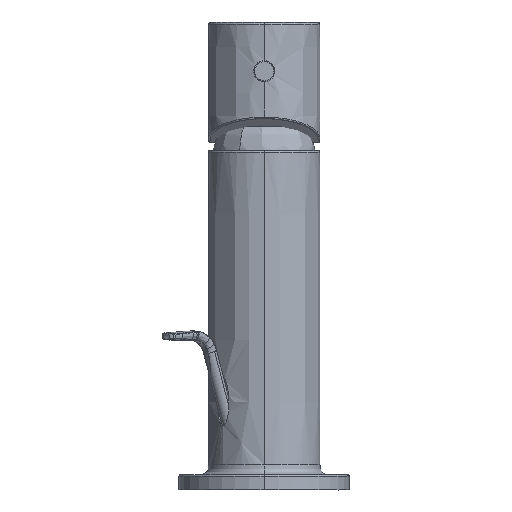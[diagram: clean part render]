
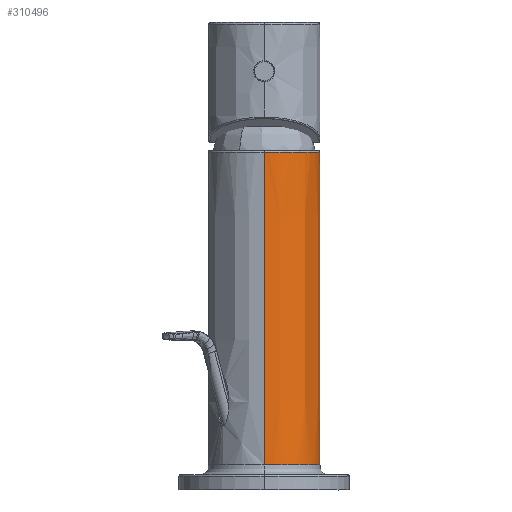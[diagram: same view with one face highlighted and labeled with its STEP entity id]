
A CAD part, left-side view. The second image highlights one B-rep face of the part: STEP entity #310496.
In plain terms, the highlighted free-form (B-spline) face has degree [5, 7] with [6, 8] control points.
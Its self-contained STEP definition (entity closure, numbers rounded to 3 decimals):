
#305991=CARTESIAN_POINT(' ',(-1.01,-16.99,103.));
#305992=VERTEX_POINT(' ',#305991);
#306006=CARTESIAN_POINT(' ',(-1.01,-16.99,103.));
#306011=DIRECTION(' ',(0.,0.,-1.));
#306016=VECTOR(' ',#306011,1.);
#306021=LINE('',#306006,#306016);
#306026=CARTESIAN_POINT(' ',(-1.01,-16.99,7.7));
#306027=VERTEX_POINT(' ',#306026);
#306031=EDGE_CURVE(' ',#305992,#306027,#306021,.T.);
#308246=CARTESIAN_POINT(' ',(-18.039,0.,103.));
#308247=VERTEX_POINT(' ',#308246);
#308341=CARTESIAN_POINT(' ',(-18.039,0.,7.7));
#308342=VERTEX_POINT(' ',#308341);
#308356=CARTESIAN_POINT(' ',(-18.039,0.,103.));
#308361=DIRECTION(' ',(0.,0.,-1.));
#308366=VECTOR(' ',#308361,1.);
#308371=LINE('',#308356,#308366);
#308376=EDGE_CURVE(' ',#308247,#308342,#308371,.T.);
#310021=CARTESIAN_POINT(' ',(-18.039,0.,103.));
#310026=CARTESIAN_POINT(' ',(-18.038,-4.765,103.));
#310031=CARTESIAN_POINT(' ',(-16.511,-9.529,103.));
#310036=CARTESIAN_POINT(' ',(-13.458,-13.557,103.));
#310041=CARTESIAN_POINT(' ',(-9.386,-16.117,103.));
#310046=CARTESIAN_POINT(' ',(-5.309,-16.99,103.));
#310051=CARTESIAN_POINT(' ',(-2.36,-16.99,103.));
#310056=CARTESIAN_POINT(' ',(-1.01,-16.99,103.));
#310061=CARTESIAN_POINT(' ',(-18.039,0.,83.94));
#310066=CARTESIAN_POINT(' ',(-18.038,-4.765,83.94));
#310071=CARTESIAN_POINT(' ',(-16.511,-9.529,83.94));
#310076=CARTESIAN_POINT(' ',(-13.458,-13.557,83.94));
#310081=CARTESIAN_POINT(' ',(-9.386,-16.117,83.94));
#310086=CARTESIAN_POINT(' ',(-5.309,-16.99,83.94));
#310091=CARTESIAN_POINT(' ',(-2.36,-16.99,83.94));
#310096=CARTESIAN_POINT(' ',(-1.01,-16.99,83.94));
#310101=CARTESIAN_POINT(' ',(-18.039,0.,64.88));
#310106=CARTESIAN_POINT(' ',(-18.038,-4.765,64.88));
#310111=CARTESIAN_POINT(' ',(-16.511,-9.529,64.88));
#310116=CARTESIAN_POINT(' ',(-13.458,-13.557,64.88));
#310121=CARTESIAN_POINT(' ',(-9.386,-16.117,64.88));
#310126=CARTESIAN_POINT(' ',(-5.309,-16.99,64.88));
#310131=CARTESIAN_POINT(' ',(-2.36,-16.99,64.88));
#310136=CARTESIAN_POINT(' ',(-1.01,-16.99,64.88));
#310141=CARTESIAN_POINT(' ',(-18.039,0.,45.82));
#310146=CARTESIAN_POINT(' ',(-18.038,-4.765,45.82));
#310151=CARTESIAN_POINT(' ',(-16.511,-9.529,45.82));
#310156=CARTESIAN_POINT(' ',(-13.458,-13.557,45.82));
#310161=CARTESIAN_POINT(' ',(-9.386,-16.117,45.82));
#310166=CARTESIAN_POINT(' ',(-5.309,-16.99,45.82));
#310171=CARTESIAN_POINT(' ',(-2.36,-16.99,45.82));
#310176=CARTESIAN_POINT(' ',(-1.01,-16.99,45.82));
#310181=CARTESIAN_POINT(' ',(-18.039,0.,26.76));
#310186=CARTESIAN_POINT(' ',(-18.038,-4.765,26.76));
#310191=CARTESIAN_POINT(' ',(-16.511,-9.529,26.76));
#310196=CARTESIAN_POINT(' ',(-13.458,-13.557,26.76));
#310201=CARTESIAN_POINT(' ',(-9.386,-16.117,26.76));
#310206=CARTESIAN_POINT(' ',(-5.309,-16.99,26.76));
#310211=CARTESIAN_POINT(' ',(-2.36,-16.99,26.76));
#310216=CARTESIAN_POINT(' ',(-1.01,-16.99,26.76));
#310221=CARTESIAN_POINT(' ',(-18.039,0.,7.7));
#310226=CARTESIAN_POINT(' ',(-18.038,-4.765,7.7));
#310231=CARTESIAN_POINT(' ',(-16.511,-9.529,7.7));
#310236=CARTESIAN_POINT(' ',(-13.458,-13.557,7.7));
#310241=CARTESIAN_POINT(' ',(-9.386,-16.117,7.7));
#310246=CARTESIAN_POINT(' ',(-5.309,-16.99,7.7));
#310251=CARTESIAN_POINT(' ',(-2.36,-16.99,7.7));
#310256=CARTESIAN_POINT(' ',(-1.01,-16.99,7.7));
#310261=B_SPLINE_SURFACE_WITH_KNOTS(' ',5,7,((#310021,#310026,#310031,#310036,#310041,#310046,#310051,#310056),(#310061,#310066,#310071,#310076,#310081,#310086,#310091,#310096),(#310101,#310106,#310111,#310116,#310121,#310126,#310131,#310136),(#310141,#310146,#310151,#310156,#310161,#310166,#310171,#310176),(#310181,#310186,#310191,#310196,#310201,#310206,#310211,#310216),(#310221,#310226,#310231,#310236,#310241,#310246,#310251,#310256)),.UNSPECIFIED.,.F.,.F.,.U.,(6,6),(8,8),(0.,95.3),(0.5,28.6),.UNSPECIFIED.);
#310266=CARTESIAN_POINT(' ',(-1.01,-16.99,103.));
#310271=CARTESIAN_POINT(' ',(-1.262,-16.99,103.));
#310276=CARTESIAN_POINT(' ',(-1.586,-16.991,103.));
#310281=CARTESIAN_POINT(' ',(-2.527,-16.953,103.));
#310286=CARTESIAN_POINT(' ',(-3.21,-16.896,103.));
#310291=CARTESIAN_POINT(' ',(-4.947,-16.611,103.));
#310296=CARTESIAN_POINT(' ',(-6.05,-16.341,103.));
#310301=CARTESIAN_POINT(' ',(-8.156,-15.537,103.));
#310306=CARTESIAN_POINT(' ',(-9.145,-15.055,103.));
#310311=CARTESIAN_POINT(' ',(-10.919,-13.943,103.));
#310316=CARTESIAN_POINT(' ',(-11.711,-13.351,103.));
#310321=CARTESIAN_POINT(' ',(-13.208,-11.996,103.));
#310326=CARTESIAN_POINT(' ',(-13.912,-11.233,103.));
#310331=CARTESIAN_POINT(' ',(-15.186,-9.559,103.));
#310336=CARTESIAN_POINT(' ',(-15.756,-8.649,103.));
#310341=CARTESIAN_POINT(' ',(-16.721,-6.712,103.));
#310346=CARTESIAN_POINT(' ',(-17.115,-5.686,103.));
#310351=CARTESIAN_POINT(' ',(-17.704,-3.563,103.));
#310356=CARTESIAN_POINT(' ',(-17.898,-2.466,103.));
#310361=CARTESIAN_POINT(' ',(-18.021,-0.907,103.));
#310366=CARTESIAN_POINT(' ',(-18.039,-0.453,103.));
#310371=CARTESIAN_POINT(' ',(-18.039,0.,103.));
#310376=B_SPLINE_CURVE_WITH_KNOTS('',3,(#310266,#310271,#310276,#310281,#310286,#310291,#310296,#310301,#310306,#310311,#310316,#310321,#310326,#310331,#310336,#310341,#310346,#310351,#310356,#310361,#310366,#310371),.UNSPECIFIED.,.F.,.U.,(4,2,2,2,2,2,2,2,2,2,4),(0.,0.08,0.195,0.339,0.459,0.559,0.659,0.759,0.859,0.959,1.),.UNSPECIFIED.);
#310381=EDGE_CURVE(' ',#305992,#308247,#310376,.T.);
#310386=ORIENTED_EDGE(' ',*,*,#310381,.T.);
#310391=ORIENTED_EDGE(' ',*,*,#308376,.T.);
#310396=CARTESIAN_POINT(' ',(-18.039,0.,7.7));
#310401=CARTESIAN_POINT(' ',(-18.039,-1.921,7.7));
#310406=CARTESIAN_POINT(' ',(-17.714,-3.841,7.7));
#310411=CARTESIAN_POINT(' ',(-16.479,-7.423,7.7));
#310416=CARTESIAN_POINT(' ',(-15.569,-9.083,7.7));
#310421=CARTESIAN_POINT(' ',(-13.345,-11.95,7.7));
#310426=CARTESIAN_POINT(' ',(-12.032,-13.156,7.7));
#310431=CARTESIAN_POINT(' ',(-9.502,-14.88,7.7));
#310436=CARTESIAN_POINT(' ',(-8.308,-15.481,7.7));
#310441=CARTESIAN_POINT(' ',(-5.783,-16.438,7.7));
#310446=CARTESIAN_POINT(' ',(-4.474,-16.72,7.7));
#310451=CARTESIAN_POINT(' ',(-2.357,-16.988,7.7));
#310456=CARTESIAN_POINT(' ',(-1.529,-16.99,7.7));
#310461=CARTESIAN_POINT(' ',(-1.01,-16.99,7.7));
#310466=B_SPLINE_CURVE_WITH_KNOTS('',3,(#310396,#310401,#310406,#310411,#310416,#310421,#310426,#310431,#310436,#310441,#310446,#310451,#310456,#310461),.UNSPECIFIED.,.F.,.U.,(4,2,2,2,2,2,4),(0.,0.173,0.346,0.518,0.662,0.835,1.),.UNSPECIFIED.);
#310471=EDGE_CURVE(' ',#308342,#306027,#310466,.T.);
#310476=ORIENTED_EDGE(' ',*,*,#310471,.T.);
#310481=ORIENTED_EDGE(' ',*,*,#306031,.F.);
#310486=EDGE_LOOP(' ',(#310386,#310391,#310476,#310481));
#310491=FACE_OUTER_BOUND(' ',#310486,.T.);
#310496=ADVANCED_FACE('',(#310491),#310261,.T.);
